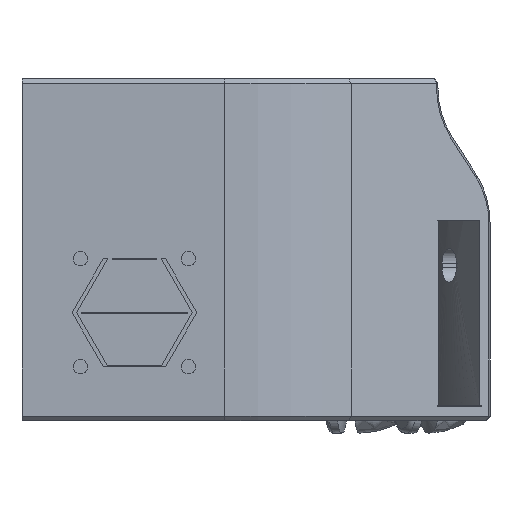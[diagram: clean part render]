
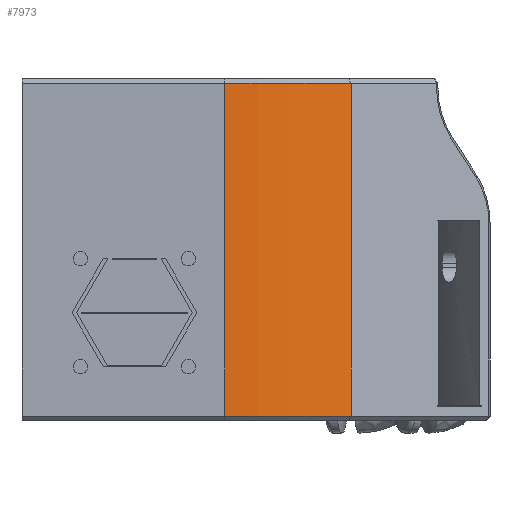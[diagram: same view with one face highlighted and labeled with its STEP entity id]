
A CAD part, left-side view. The second image highlights one B-rep face of the part: STEP entity #7973.
In plain terms, the highlighted cylindrical face has radius 50 mm (diameter 100 mm), a partial arc.
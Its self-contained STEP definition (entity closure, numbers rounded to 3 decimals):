
#1986 = VERTEX_POINT('',#1987);
#1987 = CARTESIAN_POINT('',(-106.671,171.953,-43.));
#2010 = VERTEX_POINT('',#2011);
#2011 = CARTESIAN_POINT('',(-97.989,143.797,-43.));
#2017 = EDGE_CURVE('',#2010,#1986,#2018,.T.);
#2018 = CIRCLE('',#2019,50.);
#2019 = AXIS2_PLACEMENT_3D('',#2020,#2021,#2022);
#2020 = CARTESIAN_POINT('',(-56.671,171.953,-43.));
#2021 = DIRECTION('',(0.,0.,-1.));
#2022 = DIRECTION('',(-0.826,-0.563,
    0.));
#7895 = VERTEX_POINT('',#7896);
#7896 = CARTESIAN_POINT('',(-106.671,171.953,31.));
#7920 = EDGE_CURVE('',#7895,#1986,#7921,.T.);
#7921 = LINE('',#7922,#7923);
#7922 = CARTESIAN_POINT('',(-106.671,171.953,30.));
#7923 = VECTOR('',#7924,1.);
#7924 = DIRECTION('',(0.,0.,-1.));
#7973 = ADVANCED_FACE('',(#7974),#7993,.T.);
#7974 = FACE_BOUND('',#7975,.F.);
#7975 = EDGE_LOOP('',(#7976,#7977,#7986,#7992));
#7976 = ORIENTED_EDGE('',*,*,#7920,.F.);
#7977 = ORIENTED_EDGE('',*,*,#7978,.F.);
#7978 = EDGE_CURVE('',#7979,#7895,#7981,.T.);
#7979 = VERTEX_POINT('',#7980);
#7980 = CARTESIAN_POINT('',(-97.989,143.797,31.));
#7981 = CIRCLE('',#7982,50.);
#7982 = AXIS2_PLACEMENT_3D('',#7983,#7984,#7985);
#7983 = CARTESIAN_POINT('',(-56.671,171.953,31.));
#7984 = DIRECTION('',(-0.,0.,-1.));
#7985 = DIRECTION('',(-0.826,-0.563,0.));
#7986 = ORIENTED_EDGE('',*,*,#7987,.F.);
#7987 = EDGE_CURVE('',#2010,#7979,#7988,.T.);
#7988 = LINE('',#7989,#7990);
#7989 = CARTESIAN_POINT('',(-97.989,143.797,30.));
#7990 = VECTOR('',#7991,1.);
#7991 = DIRECTION('',(0.,0.,1.));
#7992 = ORIENTED_EDGE('',*,*,#2017,.T.);
#7993 = CYLINDRICAL_SURFACE('',#7994,50.);
#7994 = AXIS2_PLACEMENT_3D('',#7995,#7996,#7997);
#7995 = CARTESIAN_POINT('',(-56.671,171.953,30.));
#7996 = DIRECTION('',(0.,0.,-1.));
#7997 = DIRECTION('',(1.,0.,0.));
